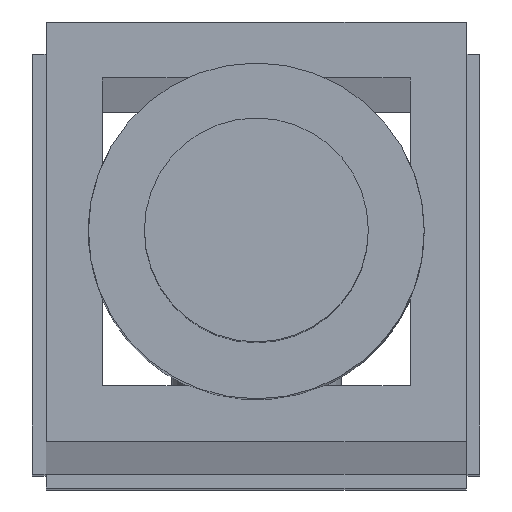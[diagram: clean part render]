
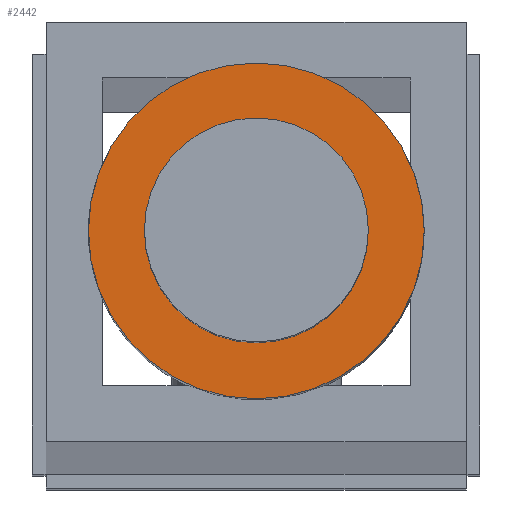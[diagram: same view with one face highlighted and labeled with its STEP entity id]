
A CAD part, top view. The second image highlights one B-rep face of the part: STEP entity #2442.
In plain terms, the highlighted planar face has unit normal (0, 0, -1).
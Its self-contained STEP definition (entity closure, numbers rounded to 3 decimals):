
#697 = CYLINDRICAL_SURFACE('',#698,3.);
#698 = AXIS2_PLACEMENT_3D('',#699,#700,#701);
#699 = CARTESIAN_POINT('',(0.,0.,340.));
#700 = DIRECTION('',(-0.,-0.,-1.));
#701 = DIRECTION('',(1.,0.,0.));
#1594 = VERTEX_POINT('',#1595);
#1595 = CARTESIAN_POINT('',(3.,0.,360.));
#1616 = EDGE_CURVE('',#1594,#1594,#1617,.T.);
#1617 = SURFACE_CURVE('',#1618,(#1623,#1630),.PCURVE_S1.);
#1618 = CIRCLE('',#1619,3.);
#1619 = AXIS2_PLACEMENT_3D('',#1620,#1621,#1622);
#1620 = CARTESIAN_POINT('',(0.,0.,360.));
#1621 = DIRECTION('',(0.,0.,1.));
#1622 = DIRECTION('',(1.,0.,0.));
#1623 = PCURVE('',#697,#1624);
#1624 = DEFINITIONAL_REPRESENTATION('',(#1625),#1629);
#1625 = LINE('',#1626,#1627);
#1626 = CARTESIAN_POINT('',(-0.,-20.));
#1627 = VECTOR('',#1628,1.);
#1628 = DIRECTION('',(-1.,0.));
#1629 = ( GEOMETRIC_REPRESENTATION_CONTEXT(2) 
PARAMETRIC_REPRESENTATION_CONTEXT() REPRESENTATION_CONTEXT('2D SPACE',''
  ) );
#1630 = PCURVE('',#1631,#1636);
#1631 = PLANE('',#1632);
#1632 = AXIS2_PLACEMENT_3D('',#1633,#1634,#1635);
#1633 = CARTESIAN_POINT('',(0.,0.,360.));
#1634 = DIRECTION('',(0.,0.,1.));
#1635 = DIRECTION('',(1.,0.,0.));
#1636 = DEFINITIONAL_REPRESENTATION('',(#1637),#1641);
#1637 = CIRCLE('',#1638,3.);
#1638 = AXIS2_PLACEMENT_2D('',#1639,#1640);
#1639 = CARTESIAN_POINT('',(0.,0.));
#1640 = DIRECTION('',(1.,0.));
#1641 = ( GEOMETRIC_REPRESENTATION_CONTEXT(2) 
PARAMETRIC_REPRESENTATION_CONTEXT() REPRESENTATION_CONTEXT('2D SPACE',''
  ) );
#2442 = ADVANCED_FACE('',(#2443,#2446),#1631,.F.);
#2443 = FACE_BOUND('',#2444,.F.);
#2444 = EDGE_LOOP('',(#2445));
#2445 = ORIENTED_EDGE('',*,*,#1616,.T.);
#2446 = FACE_BOUND('',#2447,.F.);
#2447 = EDGE_LOOP('',(#2448));
#2448 = ORIENTED_EDGE('',*,*,#2449,.F.);
#2449 = EDGE_CURVE('',#2450,#2450,#2452,.T.);
#2450 = VERTEX_POINT('',#2451);
#2451 = CARTESIAN_POINT('',(2.,0.,360.));
#2452 = SURFACE_CURVE('',#2453,(#2458,#2465),.PCURVE_S1.);
#2453 = CIRCLE('',#2454,2.);
#2454 = AXIS2_PLACEMENT_3D('',#2455,#2456,#2457);
#2455 = CARTESIAN_POINT('',(0.,0.,360.));
#2456 = DIRECTION('',(0.,0.,1.));
#2457 = DIRECTION('',(1.,0.,0.));
#2458 = PCURVE('',#1631,#2459);
#2459 = DEFINITIONAL_REPRESENTATION('',(#2460),#2464);
#2460 = CIRCLE('',#2461,2.);
#2461 = AXIS2_PLACEMENT_2D('',#2462,#2463);
#2462 = CARTESIAN_POINT('',(0.,0.));
#2463 = DIRECTION('',(1.,0.));
#2464 = ( GEOMETRIC_REPRESENTATION_CONTEXT(2) 
PARAMETRIC_REPRESENTATION_CONTEXT() REPRESENTATION_CONTEXT('2D SPACE',''
  ) );
#2465 = PCURVE('',#2466,#2471);
#2466 = CYLINDRICAL_SURFACE('',#2467,2.);
#2467 = AXIS2_PLACEMENT_3D('',#2468,#2469,#2470);
#2468 = CARTESIAN_POINT('',(0.,0.,320.));
#2469 = DIRECTION('',(-0.,-0.,-1.));
#2470 = DIRECTION('',(1.,0.,0.));
#2471 = DEFINITIONAL_REPRESENTATION('',(#2472),#2476);
#2472 = LINE('',#2473,#2474);
#2473 = CARTESIAN_POINT('',(-0.,-40.));
#2474 = VECTOR('',#2475,1.);
#2475 = DIRECTION('',(-1.,0.));
#2476 = ( GEOMETRIC_REPRESENTATION_CONTEXT(2) 
PARAMETRIC_REPRESENTATION_CONTEXT() REPRESENTATION_CONTEXT('2D SPACE',''
  ) );
